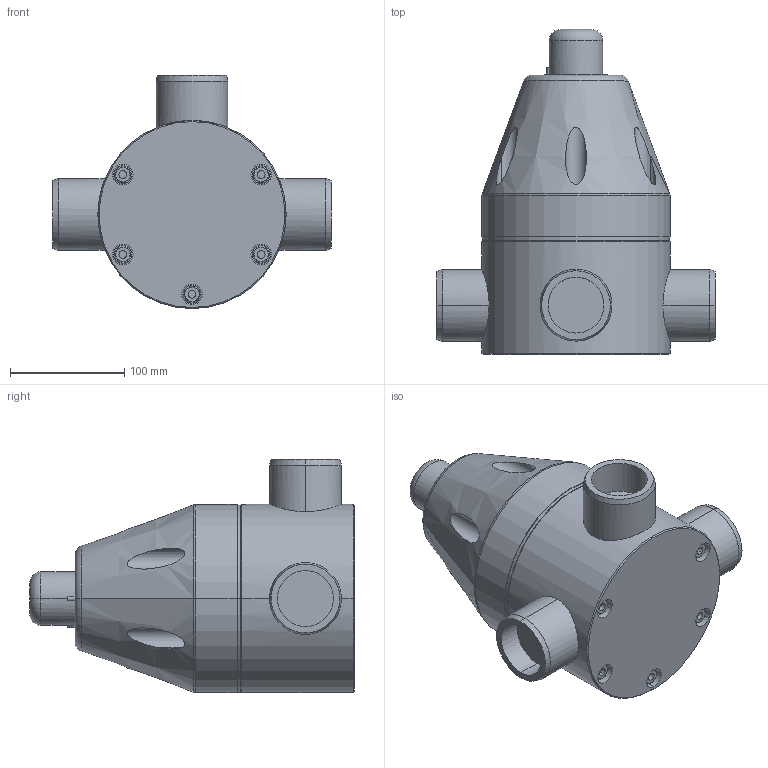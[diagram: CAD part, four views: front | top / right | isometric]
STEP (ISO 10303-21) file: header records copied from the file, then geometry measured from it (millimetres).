
FILE_DESCRIPTION((''),'2;1');
FILE_NAME('PRT0001','2019-06-03T',('Kattner'),(''),'PRO/ENGINEER BY PARAMETRIC TECHNOLOGY CORPORATION, 2016360','PRO/ENGINEER BY PARAMETRIC TECHNOLOGY CORPORATION, 2016360','');
FILE_SCHEMA(('AUTOMOTIVE_DESIGN { 1 0 10303 214 1 1 1 1 }'));
Length unit declared in the file: millimetre
Products named in the file (1): PRT0001
Bounding box: 244 x 285 x 204.5 mm (x, y, z)
Volume: 4582908.6 mm3; surface area: 207276.2 mm2
Topology: 1 solids, 1 shells, 232 faces, 518 edges, 332 vertices
Faces by surface type: cylinder 88, plane 80, cone 46, torus 18
Entity records: 7196 total; most frequent: CARTESIAN_POINT 1798, DIRECTION 1190, ORIENTED_EDGE 1036, EDGE_CURVE 518, AXIS2_PLACEMENT_3D 496, VERTEX_POINT 332, EDGE_LOOP 276, CIRCLE 264
